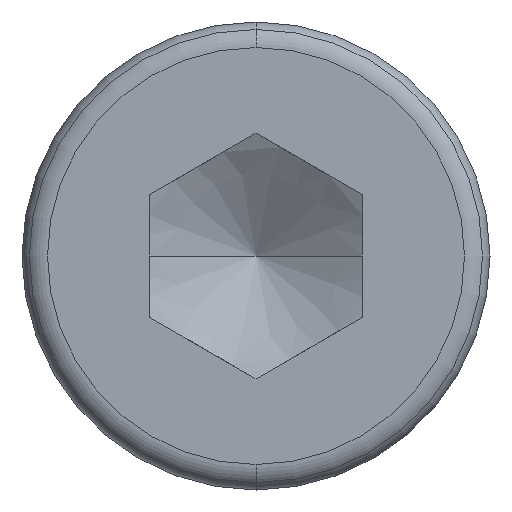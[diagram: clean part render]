
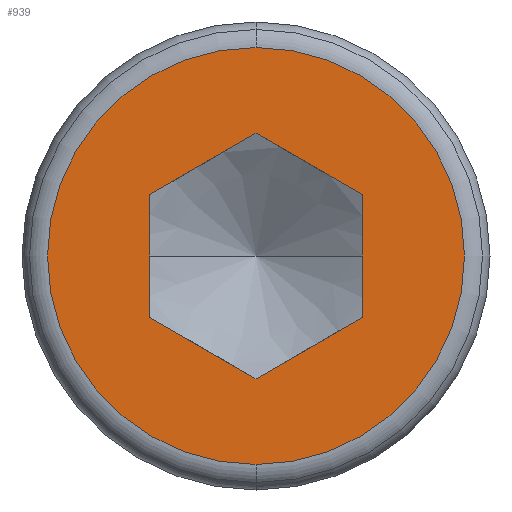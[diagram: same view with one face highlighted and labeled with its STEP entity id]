
A CAD part, left-side view. The second image highlights one B-rep face of the part: STEP entity #939.
In plain terms, the highlighted planar face has unit normal (-1, 0, 0).
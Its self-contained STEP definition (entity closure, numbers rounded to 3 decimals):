
#374=DIRECTION('',(0.,0.,1.));
#375=VECTOR('',#374,1.443);
#376=CARTESIAN_POINT('',(-3.,1.25,-0.722));
#377=LINE('',#376,#375);
#381=DIRECTION('',(0.,0.866,0.5));
#382=VECTOR('',#381,1.443);
#383=CARTESIAN_POINT('',(-3.,0.,-1.443));
#384=LINE('',#383,#382);
#388=DIRECTION('',(0.,0.866,-0.5));
#389=VECTOR('',#388,1.443);
#390=CARTESIAN_POINT('',(-3.,-1.25,-0.722));
#391=LINE('',#390,#389);
#395=DIRECTION('',(0.,0.,-1.));
#396=VECTOR('',#395,1.443);
#397=CARTESIAN_POINT('',(-3.,-1.25,0.722));
#398=LINE('',#397,#396);
#402=DIRECTION('',(0.,-0.866,-0.5));
#403=VECTOR('',#402,1.443);
#404=CARTESIAN_POINT('',(-3.,0.,1.443));
#405=LINE('',#404,#403);
#409=DIRECTION('',(0.,-0.866,0.5));
#410=VECTOR('',#409,1.443);
#411=CARTESIAN_POINT('',(-3.,1.25,0.722));
#412=LINE('',#411,#410);
#416=CARTESIAN_POINT('',(-3.,0.,0.));
#417=DIRECTION('',(-1.,0.,0.));
#418=DIRECTION('',(0.,-1.,0.));
#419=AXIS2_PLACEMENT_3D('',#416,#417,#418);
#424=CARTESIAN_POINT('',(-3.,0.,0.));
#425=DIRECTION('',(-1.,0.,0.));
#426=DIRECTION('',(0.,0.,-1.));
#427=AXIS2_PLACEMENT_3D('',#424,#425,#426);
#432=CARTESIAN_POINT('',(-3.,0.,0.));
#433=DIRECTION('',(-1.,0.,0.));
#434=DIRECTION('',(0.,1.,0.));
#435=AXIS2_PLACEMENT_3D('',#432,#433,#434);
#440=CARTESIAN_POINT('',(-3.,0.,0.));
#441=DIRECTION('',(-1.,0.,0.));
#442=DIRECTION('',(0.,0.,1.));
#443=AXIS2_PLACEMENT_3D('',#440,#441,#442);
#622=CARTESIAN_POINT('',(-3.,1.25,-0.722));
#623=CARTESIAN_POINT('',(-3.,1.25,0.722));
#624=VERTEX_POINT('',#622);
#625=VERTEX_POINT('',#623);
#626=CARTESIAN_POINT('',(-3.,0.,1.443));
#627=VERTEX_POINT('',#626);
#628=CARTESIAN_POINT('',(-3.,0.,-1.443));
#629=VERTEX_POINT('',#628);
#630=CARTESIAN_POINT('',(-3.,-1.25,0.722));
#631=VERTEX_POINT('',#630);
#632=CARTESIAN_POINT('',(-3.,-1.25,-0.722));
#633=VERTEX_POINT('',#632);
#674=CARTESIAN_POINT('',(-3.,0.,-2.45));
#676=VERTEX_POINT('',#674);
#680=CARTESIAN_POINT('',(-3.,0.,2.45));
#681=VERTEX_POINT('',#680);
#686=CARTESIAN_POINT('',(-3.,2.45,0.));
#687=VERTEX_POINT('',#686);
#688=CARTESIAN_POINT('',(-3.,-2.45,0.));
#689=VERTEX_POINT('',#688);
#912=CARTESIAN_POINT('',(-3.,2.097,0.));
#913=DIRECTION('',(-1.,0.,0.));
#914=DIRECTION('',(0.,0.,1.));
#915=AXIS2_PLACEMENT_3D('',#912,#913,#914);
#916=PLANE('',#915);
#917=ORIENTED_EDGE('',*,*,#902,.F.);
#918=ORIENTED_EDGE('',*,*,#900,.F.);
#920=ORIENTED_EDGE('',*,*,#919,.F.);
#922=ORIENTED_EDGE('',*,*,#921,.F.);
#923=EDGE_LOOP('',(#917,#918,#920,#922));
#924=FACE_OUTER_BOUND('',#923,.F.);
#926=ORIENTED_EDGE('',*,*,#925,.F.);
#928=ORIENTED_EDGE('',*,*,#927,.F.);
#930=ORIENTED_EDGE('',*,*,#929,.F.);
#932=ORIENTED_EDGE('',*,*,#931,.F.);
#934=ORIENTED_EDGE('',*,*,#933,.F.);
#936=ORIENTED_EDGE('',*,*,#935,.F.);
#937=EDGE_LOOP('',(#926,#928,#930,#932,#934,#936));
#938=FACE_BOUND('',#937,.F.);
#420=CIRCLE('',#419,2.45);
#428=CIRCLE('',#427,2.45);
#436=CIRCLE('',#435,2.45);
#444=CIRCLE('',#443,2.45);
#900=EDGE_CURVE('',#676,#689,#428,.T.);
#902=EDGE_CURVE('',#689,#681,#420,.T.);
#919=EDGE_CURVE('',#687,#676,#436,.T.);
#921=EDGE_CURVE('',#681,#687,#444,.T.);
#925=EDGE_CURVE('',#624,#625,#377,.T.);
#927=EDGE_CURVE('',#629,#624,#384,.T.);
#929=EDGE_CURVE('',#633,#629,#391,.T.);
#931=EDGE_CURVE('',#631,#633,#398,.T.);
#933=EDGE_CURVE('',#627,#631,#405,.T.);
#935=EDGE_CURVE('',#625,#627,#412,.T.);
#939=ADVANCED_FACE('',(#924,#938),#916,.T.);
